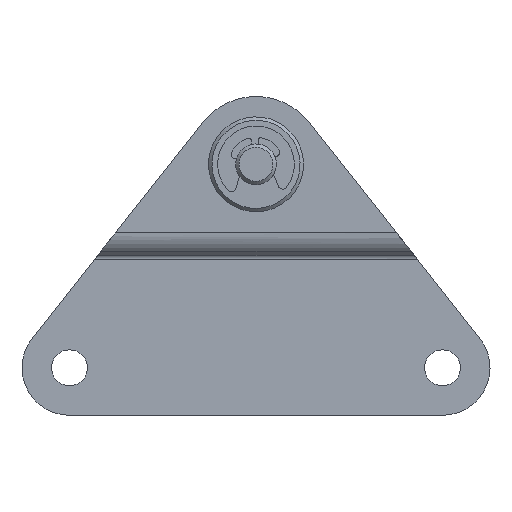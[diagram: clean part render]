
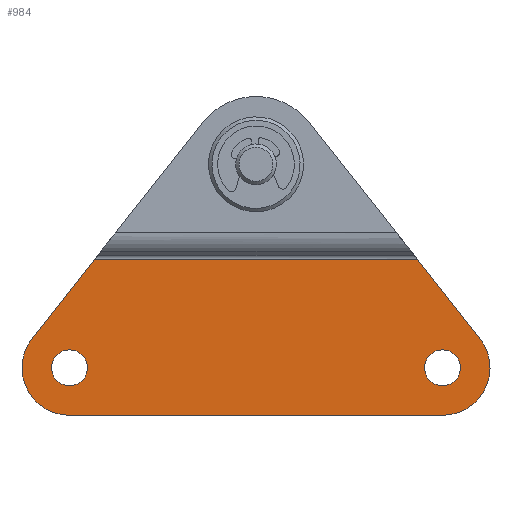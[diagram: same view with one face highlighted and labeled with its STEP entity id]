
A CAD part, front view. The second image highlights one B-rep face of the part: STEP entity #984.
In plain terms, the highlighted face is planar.
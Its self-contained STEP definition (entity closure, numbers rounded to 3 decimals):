
#47=FACE_BOUND('',#342,.T.);
#48=FACE_BOUND('',#343,.T.);
#61=PLANE('',#1123);
#92=LINE('',#1611,#164);
#104=LINE('',#1663,#176);
#109=LINE('',#1680,#181);
#111=LINE('',#1683,#183);
#164=VECTOR('',#1288,1.);
#176=VECTOR('',#1340,1.);
#181=VECTOR('',#1357,1.);
#183=VECTOR('',#1361,1.);
#279=FACE_OUTER_BOUND('',#341,.T.);
#341=EDGE_LOOP('',(#786,#787,#788,#789,#790,#791));
#342=EDGE_LOOP('',(#792));
#343=EDGE_LOOP('',(#793));
#401=CIRCLE('',#1101,7.);
#403=CIRCLE('',#1104,2.65);
#405=CIRCLE('',#1107,2.65);
#411=CIRCLE('',#1121,7.);
#465=VERTEX_POINT('',#1608);
#466=VERTEX_POINT('',#1610);
#472=VERTEX_POINT('',#1624);
#474=VERTEX_POINT('',#1630);
#476=VERTEX_POINT('',#1636);
#485=VERTEX_POINT('',#1660);
#486=VERTEX_POINT('',#1662);
#492=VERTEX_POINT('',#1676);
#569=EDGE_CURVE('',#465,#466,#92,.T.);
#577=EDGE_CURVE('',#472,#465,#401,.T.);
#580=EDGE_CURVE('',#474,#474,#403,.T.);
#583=EDGE_CURVE('',#476,#476,#405,.T.);
#595=EDGE_CURVE('',#485,#486,#104,.T.);
#602=EDGE_CURVE('',#486,#492,#411,.T.);
#604=EDGE_CURVE('',#466,#485,#109,.T.);
#606=EDGE_CURVE('',#492,#472,#111,.T.);
#786=ORIENTED_EDGE('',*,*,#569,.F.);
#787=ORIENTED_EDGE('',*,*,#577,.F.);
#788=ORIENTED_EDGE('',*,*,#606,.F.);
#789=ORIENTED_EDGE('',*,*,#602,.F.);
#790=ORIENTED_EDGE('',*,*,#595,.F.);
#791=ORIENTED_EDGE('',*,*,#604,.F.);
#792=ORIENTED_EDGE('',*,*,#583,.F.);
#793=ORIENTED_EDGE('',*,*,#580,.F.);
#984=ADVANCED_FACE('',(#279,#47,#48),#61,.F.);
#1101=AXIS2_PLACEMENT_3D('',#1626,#1301,#1302);
#1104=AXIS2_PLACEMENT_3D('',#1632,#1308,#1309);
#1107=AXIS2_PLACEMENT_3D('',#1638,#1315,#1316);
#1121=AXIS2_PLACEMENT_3D('',#1677,#1352,#1353);
#1123=AXIS2_PLACEMENT_3D('',#1682,#1359,#1360);
#1288=DIRECTION('',(0.,-0.62,0.785));
#1301=DIRECTION('center_axis',(1.,0.,0.));
#1302=DIRECTION('ref_axis',(0.,0.,-1.));
#1308=DIRECTION('center_axis',(-1.,0.,0.));
#1309=DIRECTION('ref_axis',(0.,-1.,0.));
#1315=DIRECTION('center_axis',(-1.,0.,0.));
#1316=DIRECTION('ref_axis',(0.,-1.,0.));
#1340=DIRECTION('',(0.,-0.62,-0.785));
#1352=DIRECTION('center_axis',(1.,0.,0.));
#1353=DIRECTION('ref_axis',(0.,-0.785,0.62));
#1357=DIRECTION('',(0.,-1.,0.));
#1359=DIRECTION('center_axis',(1.,0.,0.));
#1360=DIRECTION('ref_axis',(0.,0.,1.));
#1361=DIRECTION('',(0.,1.,0.));
#1608=CARTESIAN_POINT('',(0.5,32.995,11.337));
#1610=CARTESIAN_POINT('',(0.5,23.789,23.));
#1611=CARTESIAN_POINT('',(0.5,26.675,19.344));
#1624=CARTESIAN_POINT('',(0.5,27.5,0.));
#1626=CARTESIAN_POINT('Origin',(0.5,27.5,7.));
#1630=CARTESIAN_POINT('',(0.5,24.85,7.));
#1632=CARTESIAN_POINT('Origin',(0.5,27.5,7.));
#1636=CARTESIAN_POINT('',(0.5,-30.15,7.));
#1638=CARTESIAN_POINT('Origin',(0.5,-27.5,7.));
#1660=CARTESIAN_POINT('',(0.5,-23.789,23.));
#1662=CARTESIAN_POINT('',(0.5,-32.995,11.337));
#1663=CARTESIAN_POINT('',(0.5,-13.998,35.406));
#1676=CARTESIAN_POINT('',(0.5,-27.5,0.));
#1677=CARTESIAN_POINT('Origin',(0.5,-27.5,7.));
#1680=CARTESIAN_POINT('',(0.5,35.941,23.));
#1682=CARTESIAN_POINT('Origin',(0.5,0.272,11.5));
#1683=CARTESIAN_POINT('',(0.5,-35.397,0.));
